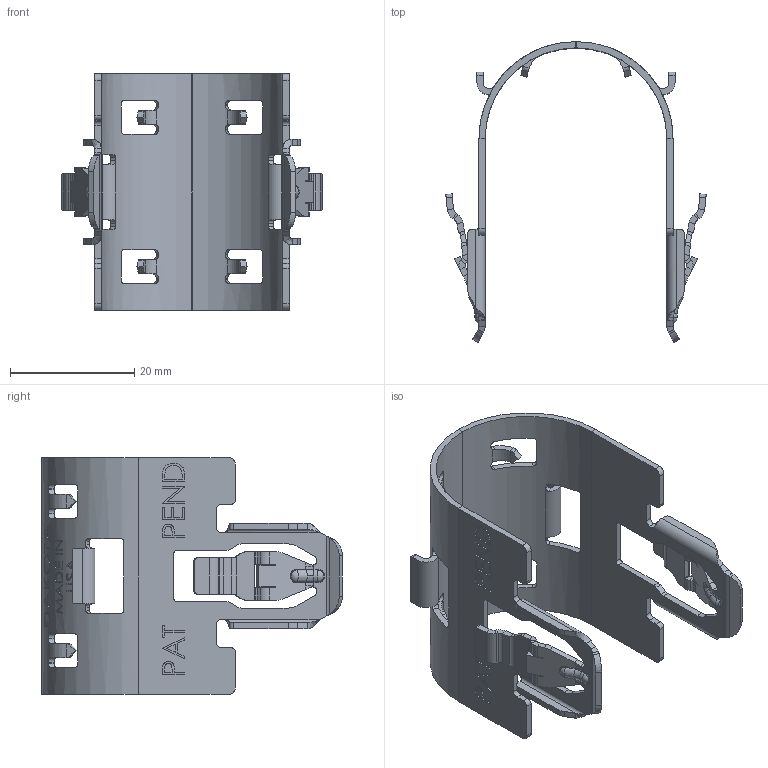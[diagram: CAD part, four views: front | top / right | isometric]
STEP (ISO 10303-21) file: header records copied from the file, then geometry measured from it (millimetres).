
FILE_DESCRIPTION (( 'STEP AP203' ), '1' );
FILE_NAME ('CC-1EMT.STEP', '2022-06-13T18:06:35', ( '' ), ( '' ), 'SwSTEP 2.0', 'SolidWorks 2021', '' );
FILE_SCHEMA (( 'CONFIG_CONTROL_DESIGN' ));
Products named in the file (1): CC-1EMT
Bounding box: 41.86 x 48.33 x 38 mm (x, y, z)
Volume: 3194.6 mm3; surface area: 7291.4 mm2
Topology: 1 solids, 1 shells, 1179 faces, 3125 edges, 2006 vertices
Faces by surface type: plane 600, cylinder 409, bspline 136, torus 26, sphere 8
Entity records: 43838 total; most frequent: CARTESIAN_POINT 15316, ORIENTED_EDGE 6250, DIRECTION 5456, EDGE_CURVE 3125, VERTEX_POINT 2006, AXIS2_PLACEMENT_3D 1841, LINE 1774, VECTOR 1774
